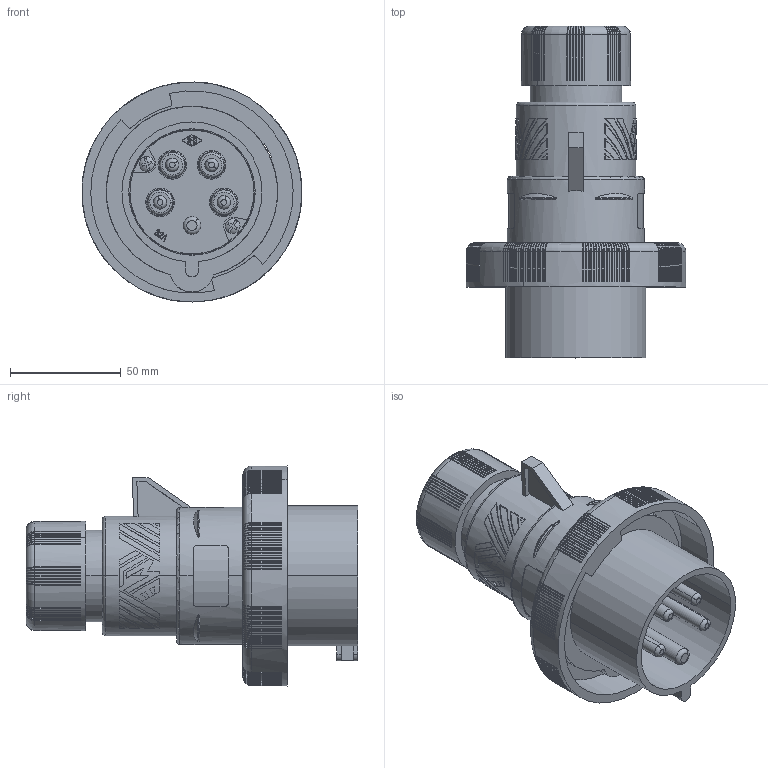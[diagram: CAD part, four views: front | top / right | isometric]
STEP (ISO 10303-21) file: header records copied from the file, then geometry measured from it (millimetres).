
FILE_DESCRIPTION(('Creo Elements/Direct Modeling STEP Export'),'2;1');
FILE_NAME('3g6gu5h5rlnou5h10752','2023-07-11T15:35:49',(''),(''),'Creo Elements/Direct Modeling STEP processor for AP214 (Solid Model)','Creo Elements/Direct Modeling 20.1D 10-Oct-2020 (C) Parametric Technology GmbH','');
FILE_SCHEMA(('AUTOMOTIVE_DESIGN { 1 0 10303 214 1 1 1 1 }'));
Products named in the file (2): PEW_3265_SV
Assembly tree (1 placements, depth 2):
  PEW_3265_SV
    PEW_3265_SV
Bounding box: 99.42 x 150 x 99.49 mm (x, y, z)
Volume: 311106.2 mm3; surface area: 86557.8 mm2
Topology: 1 solids, 1 shells, 2163 faces, 5907 edges, 3392 vertices
Faces by surface type: plane 1087, torus 555, cylinder 371, sphere 112, cone 38
Entity records: 122289 total; most frequent: CARTESIAN_POINT 55387, ORIENTED_EDGE 10982, DIRECTION 9985, EDGE_CURVE 5491, AXIS2_PLACEMENT_3D 3846, VERTEX_POINT 3392, VECTOR 2293, LINE 2293
